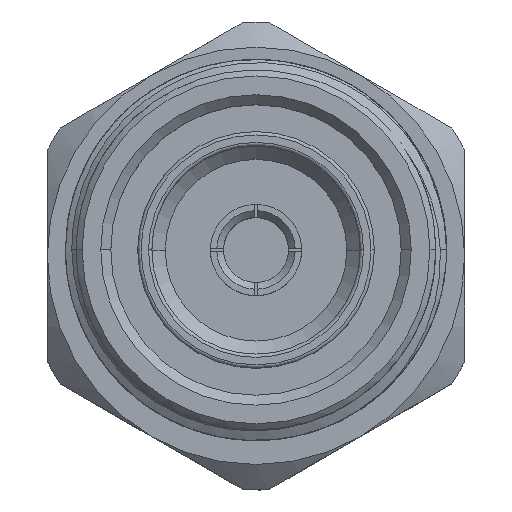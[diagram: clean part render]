
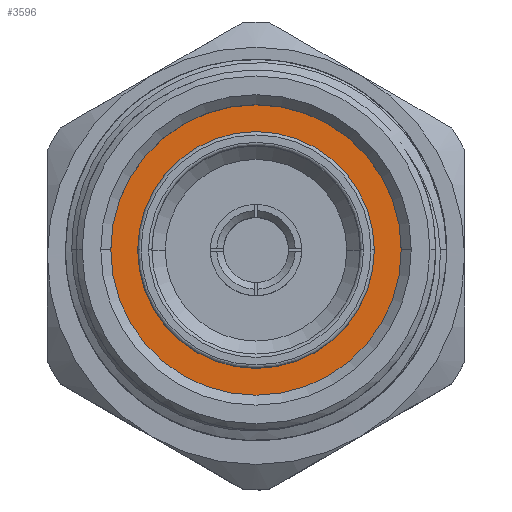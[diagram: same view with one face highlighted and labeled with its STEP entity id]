
A CAD part, top view. The second image highlights one B-rep face of the part: STEP entity #3596.
In plain terms, the highlighted face is planar.
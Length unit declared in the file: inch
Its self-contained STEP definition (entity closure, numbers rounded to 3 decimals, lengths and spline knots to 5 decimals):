
#79 = ORIENTED_EDGE ( 'NONE', *, *, #3373, .F. ) ;
#526 = CARTESIAN_POINT ( 'NONE',  ( 0.3189, 0., -0.43504 ) ) ;
#758 = CIRCLE ( 'NONE', #3133, 0.35433 ) ;
#1565 = DIRECTION ( 'NONE',  ( 0., 0., 1. ) ) ;
#1646 = CARTESIAN_POINT ( 'NONE',  ( 0.3189, 0., 0. ) ) ;
#1880 = CIRCLE ( 'NONE', #9951, 0.35433 ) ;
#1904 = VERTEX_POINT ( 'NONE', #1964 ) ;
#1964 = CARTESIAN_POINT ( 'NONE',  ( 0.3189, 0., 0.43504 ) ) ;
#2021 = ORIENTED_EDGE ( 'NONE', *, *, #4281, .T. ) ;
#2217 = FACE_OUTER_BOUND ( 'NONE', #10679, .T. ) ;
#2281 = CARTESIAN_POINT ( 'NONE',  ( 0.3189, 0., 0. ) ) ;
#2728 = DIRECTION ( 'NONE',  ( 0., 0., 1. ) ) ;
#3065 = FACE_BOUND ( 'NONE', #6785, .T. ) ;
#3133 = AXIS2_PLACEMENT_3D ( 'NONE', #6041, #3159, #5010 ) ;
#3159 = DIRECTION ( 'NONE',  ( -1., 0., 0. ) ) ;
#3373 = EDGE_CURVE ( 'NONE', #7345, #5804, #1880, .T. ) ;
#3596 = ADVANCED_FACE ( 'NONE', ( #2217, #3065 ), #4805, .T. ) ;
#4269 = CARTESIAN_POINT ( 'NONE',  ( 0.3189, 0., 0. ) ) ;
#4281 = EDGE_CURVE ( 'NONE', #6258, #1904, #7232, .T. ) ;
#4590 = ORIENTED_EDGE ( 'NONE', *, *, #7085, .T. ) ;
#4658 = AXIS2_PLACEMENT_3D ( 'NONE', #4269, #5127, #1565 ) ;
#4805 = PLANE ( 'NONE',  #10683 ) ;
#5010 = DIRECTION ( 'NONE',  ( 0., 0., 1. ) ) ;
#5101 = CARTESIAN_POINT ( 'NONE',  ( 0.3189, 0., -0.35433 ) ) ;
#5127 = DIRECTION ( 'NONE',  ( -1., 0., 0. ) ) ;
#5160 = DIRECTION ( 'NONE',  ( 0., 0., 1. ) ) ;
#5622 = DIRECTION ( 'NONE',  ( 0., 0., 1. ) ) ;
#5804 = VERTEX_POINT ( 'NONE', #5101 ) ;
#6041 = CARTESIAN_POINT ( 'NONE',  ( 0.3189, 0., 0. ) ) ;
#6127 = CARTESIAN_POINT ( 'NONE',  ( 0.3189, 0., 0.35433 ) ) ;
#6258 = VERTEX_POINT ( 'NONE', #526 ) ;
#6599 = DIRECTION ( 'NONE',  ( -1., 0., 0. ) ) ;
#6785 = EDGE_LOOP ( 'NONE', ( #8165, #79 ) ) ;
#6947 = CARTESIAN_POINT ( 'NONE',  ( 0.3189, 0., 0. ) ) ;
#7085 = EDGE_CURVE ( 'NONE', #1904, #6258, #10130, .T. ) ;
#7232 = CIRCLE ( 'NONE', #4658, 0.43504 ) ;
#7345 = VERTEX_POINT ( 'NONE', #6127 ) ;
#7925 = DIRECTION ( 'NONE',  ( -1., 0., 0. ) ) ;
#8165 = ORIENTED_EDGE ( 'NONE', *, *, #10730, .F. ) ;
#9590 = AXIS2_PLACEMENT_3D ( 'NONE', #6947, #7925, #2728 ) ;
#9951 = AXIS2_PLACEMENT_3D ( 'NONE', #1646, #10431, #5160 ) ;
#10130 = CIRCLE ( 'NONE', #9590, 0.43504 ) ;
#10431 = DIRECTION ( 'NONE',  ( -1., 0., 0. ) ) ;
#10679 = EDGE_LOOP ( 'NONE', ( #4590, #2021 ) ) ;
#10683 = AXIS2_PLACEMENT_3D ( 'NONE', #2281, #6599, #5622 ) ;
#10730 = EDGE_CURVE ( 'NONE', #5804, #7345, #758, .T. ) ;
